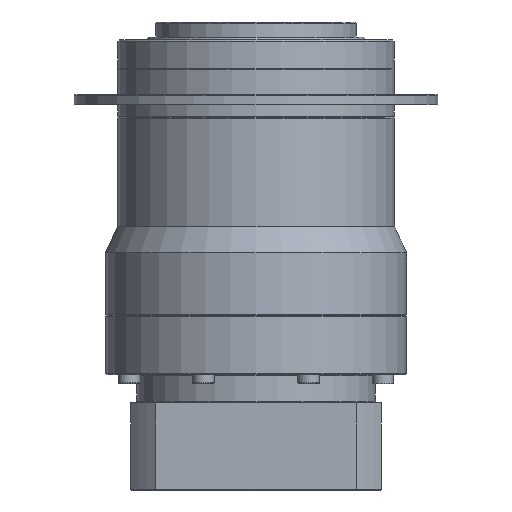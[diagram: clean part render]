
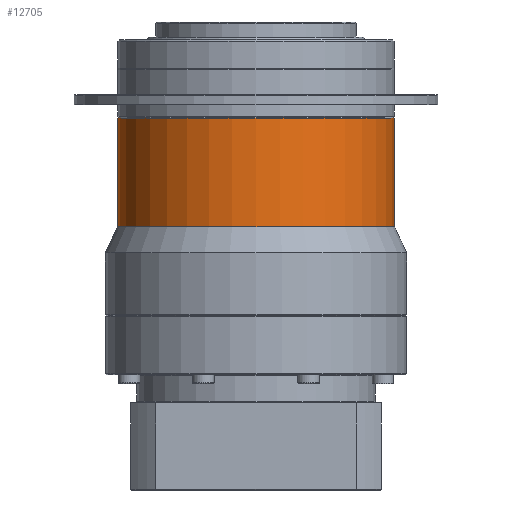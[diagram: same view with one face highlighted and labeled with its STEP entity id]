
A CAD part, front view. The second image highlights one B-rep face of the part: STEP entity #12705.
In plain terms, the highlighted cylindrical face has radius 55 mm (diameter 110 mm), a partial arc.
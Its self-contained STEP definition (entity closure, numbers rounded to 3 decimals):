
#168 = CARTESIAN_POINT ( 'NONE',  ( 55., 0., 67.78 ) ) ;
#315 = DIRECTION ( 'NONE',  ( 0., 0., -1. ) ) ;
#434 = CARTESIAN_POINT ( 'NONE',  ( 55., 0., 67.48 ) ) ;
#961 = EDGE_CURVE ( 'NONE', #2948, #7225, #6839, .T. ) ;
#1036 = EDGE_CURVE ( 'NONE', #5295, #7565, #11537, .T. ) ;
#1334 = EDGE_CURVE ( 'NONE', #7565, #7225, #11535, .T. ) ;
#1352 = EDGE_CURVE ( 'NONE', #2948, #5295, #2896, .T. ) ;
#2056 = ORIENTED_EDGE ( 'NONE', *, *, #1352, .T. ) ;
#2339 = EDGE_LOOP ( 'NONE', ( #10630, #2056, #5093, #14110 ) ) ;
#2896 = CIRCLE ( 'NONE', #4600, 55. ) ;
#2948 = VERTEX_POINT ( 'NONE', #434 ) ;
#4600 = AXIS2_PLACEMENT_3D ( 'NONE', #8434, #8511, #8468 ) ;
#4713 = AXIS2_PLACEMENT_3D ( 'NONE', #8765, #8725, #8748 ) ;
#5093 = ORIENTED_EDGE ( 'NONE', *, *, #1036, .T. ) ;
#5241 = CARTESIAN_POINT ( 'NONE',  ( -55., 0., 24.3 ) ) ;
#5247 = CYLINDRICAL_SURFACE ( 'NONE', #7439, 55. ) ;
#5295 = VERTEX_POINT ( 'NONE', #12780 ) ;
#6522 = DIRECTION ( 'NONE',  ( -1., 0., 0. ) ) ;
#6839 = LINE ( 'NONE', #168, #9448 ) ;
#7225 = VERTEX_POINT ( 'NONE', #9067 ) ;
#7439 = AXIS2_PLACEMENT_3D ( 'NONE', #14552, #13460, #6522 ) ;
#7565 = VERTEX_POINT ( 'NONE', #5241 ) ;
#8434 = CARTESIAN_POINT ( 'NONE',  ( 0., 0., 67.48 ) ) ;
#8468 = DIRECTION ( 'NONE',  ( 1., 0., 0. ) ) ;
#8511 = DIRECTION ( 'NONE',  ( 0., 0., -1. ) ) ;
#8725 = DIRECTION ( 'NONE',  ( 0., 0., 1. ) ) ;
#8748 = DIRECTION ( 'NONE',  ( 1., 0., 0. ) ) ;
#8765 = CARTESIAN_POINT ( 'NONE',  ( 0., 0., 24.3 ) ) ;
#9067 = CARTESIAN_POINT ( 'NONE',  ( 55., 0., 24.3 ) ) ;
#9448 = VECTOR ( 'NONE', #315, 1000. ) ;
#10630 = ORIENTED_EDGE ( 'NONE', *, *, #961, .F. ) ;
#11535 = CIRCLE ( 'NONE', #4713, 55. ) ;
#11537 = LINE ( 'NONE', #13503, #13904 ) ;
#12705 = ADVANCED_FACE ( 'NONE', ( #14264 ), #5247, .T. ) ;
#12780 = CARTESIAN_POINT ( 'NONE',  ( -55., 0., 67.48 ) ) ;
#13460 = DIRECTION ( 'NONE',  ( 0., 0., -1. ) ) ;
#13503 = CARTESIAN_POINT ( 'NONE',  ( -55., 0., 67.78 ) ) ;
#13560 = DIRECTION ( 'NONE',  ( 0., 0., -1. ) ) ;
#13904 = VECTOR ( 'NONE', #13560, 1000. ) ;
#14110 = ORIENTED_EDGE ( 'NONE', *, *, #1334, .T. ) ;
#14264 = FACE_OUTER_BOUND ( 'NONE', #2339, .T. ) ;
#14552 = CARTESIAN_POINT ( 'NONE',  ( 0., 0., 67.78 ) ) ;
